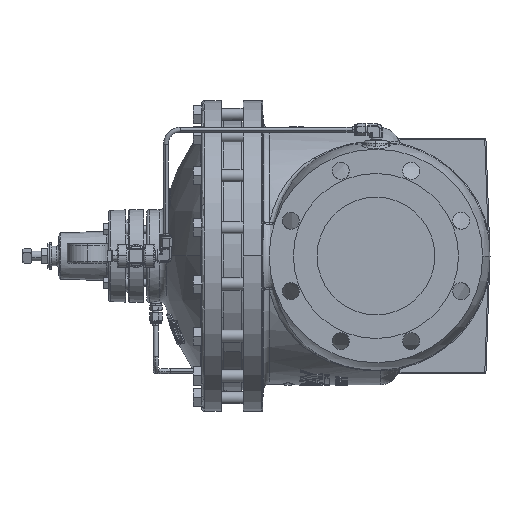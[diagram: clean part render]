
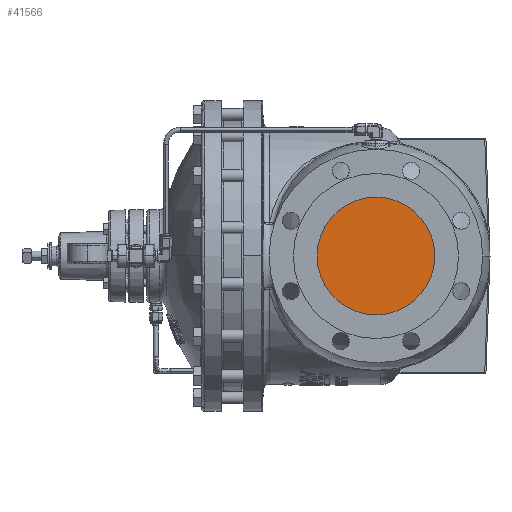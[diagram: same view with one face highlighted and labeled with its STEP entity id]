
A CAD part, left-side view. The second image highlights one B-rep face of the part: STEP entity #41566.
In plain terms, the highlighted planar face has unit normal (-1, 0, 0).
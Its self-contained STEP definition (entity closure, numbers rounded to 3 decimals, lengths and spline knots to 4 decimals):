
#347 = DIRECTION ( 'NONE',  ( 1., 0., 0. ) ) ;
#4440 = FACE_OUTER_BOUND ( 'NONE', #132048, .T. ) ;
#10959 = CIRCLE ( 'NONE', #35511, 3.0313 ) ;
#14983 = EDGE_CURVE ( 'NONE', #42334, #35274, #10959, .T. ) ;
#23782 = CARTESIAN_POINT ( 'NONE',  ( -9.6532, 0., 0. ) ) ;
#24849 = DIRECTION ( 'NONE',  ( 0., 0., -1. ) ) ;
#35274 = VERTEX_POINT ( 'NONE', #78214 ) ;
#35511 = AXIS2_PLACEMENT_3D ( 'NONE', #147828, #347, #49291 ) ;
#41566 = ADVANCED_FACE ( 'NONE', ( #4440 ), #130708, .F. ) ;
#42334 = VERTEX_POINT ( 'NONE', #50047 ) ;
#49291 = DIRECTION ( 'NONE',  ( 0., 0., -1. ) ) ;
#50047 = CARTESIAN_POINT ( 'NONE',  ( -9.6532, 0., -3.0313 ) ) ;
#72835 = DIRECTION ( 'NONE',  ( 1., 0., 0. ) ) ;
#78214 = CARTESIAN_POINT ( 'NONE',  ( -9.6532, 0., 3.0313 ) ) ;
#80657 = DIRECTION ( 'NONE',  ( 1., 0., 0. ) ) ;
#81984 = ORIENTED_EDGE ( 'NONE', *, *, #14983, .F. ) ;
#86710 = EDGE_CURVE ( 'NONE', #35274, #42334, #103203, .T. ) ;
#92014 = CARTESIAN_POINT ( 'NONE',  ( -9.6532, 0., 0. ) ) ;
#93733 = ORIENTED_EDGE ( 'NONE', *, *, #86710, .F. ) ;
#103203 = CIRCLE ( 'NONE', #129510, 3.0313 ) ;
#119251 = AXIS2_PLACEMENT_3D ( 'NONE', #92014, #80657, #153421 ) ;
#129510 = AXIS2_PLACEMENT_3D ( 'NONE', #23782, #72835, #24849 ) ;
#130708 = PLANE ( 'NONE',  #119251 ) ;
#132048 = EDGE_LOOP ( 'NONE', ( #93733, #81984 ) ) ;
#147828 = CARTESIAN_POINT ( 'NONE',  ( -9.6532, 0., 0. ) ) ;
#153421 = DIRECTION ( 'NONE',  ( 0., 0., -1. ) ) ;
